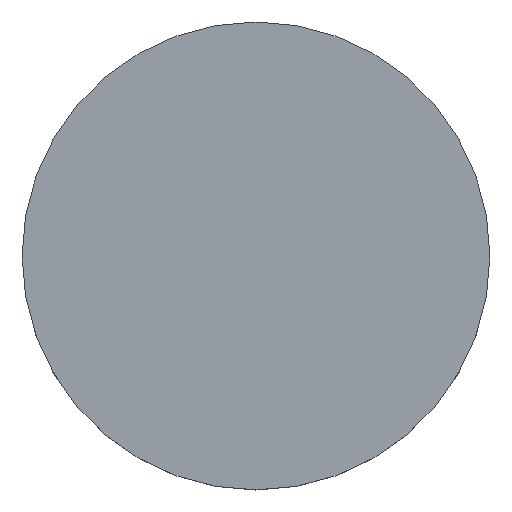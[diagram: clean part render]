
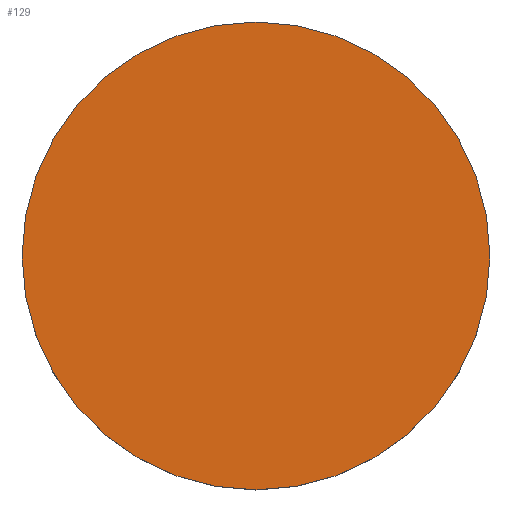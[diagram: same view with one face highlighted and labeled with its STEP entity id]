
A CAD part, top view. The second image highlights one B-rep face of the part: STEP entity #129.
In plain terms, the highlighted planar face has unit normal (0, 0, 1).
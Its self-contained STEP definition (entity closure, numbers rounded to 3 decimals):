
#109 = VERTEX_POINT('',#110);
#110 = CARTESIAN_POINT('',(4.,0.,2.5));
#116 = EDGE_CURVE('',#109,#109,#117,.T.);
#117 = CIRCLE('',#118,4.);
#118 = AXIS2_PLACEMENT_3D('',#119,#120,#121);
#119 = CARTESIAN_POINT('',(0.,0.,2.5));
#120 = DIRECTION('',(0.,0.,1.));
#121 = DIRECTION('',(1.,0.,0.));
#129 = ADVANCED_FACE('',(#130),#133,.T.);
#130 = FACE_BOUND('',#131,.T.);
#131 = EDGE_LOOP('',(#132));
#132 = ORIENTED_EDGE('',*,*,#116,.T.);
#133 = PLANE('',#134);
#134 = AXIS2_PLACEMENT_3D('',#135,#136,#137);
#135 = CARTESIAN_POINT('',(0.,0.,2.5));
#136 = DIRECTION('',(0.,0.,1.));
#137 = DIRECTION('',(1.,0.,0.));
